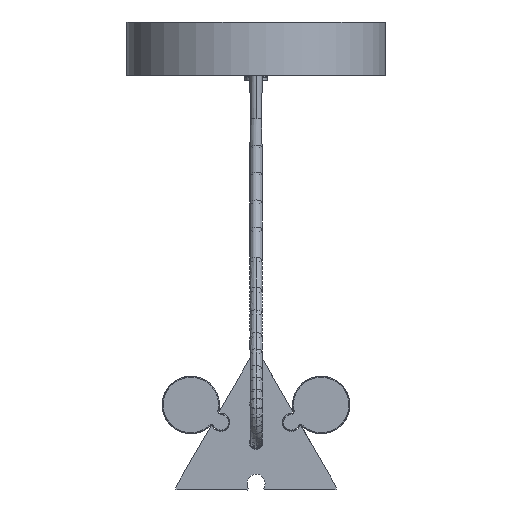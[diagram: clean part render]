
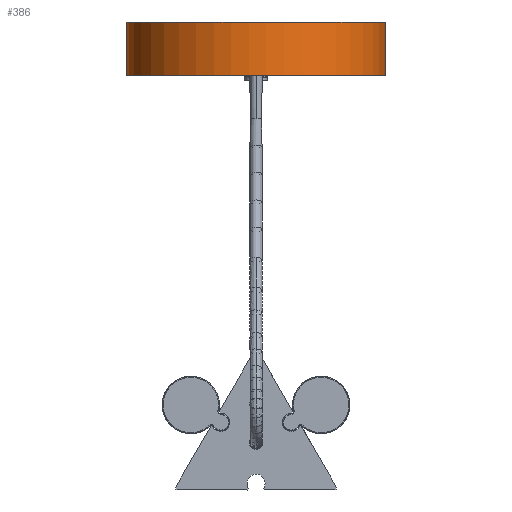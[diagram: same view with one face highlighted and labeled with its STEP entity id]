
A CAD part, front view. The second image highlights one B-rep face of the part: STEP entity #386.
In plain terms, the highlighted cylindrical face has radius 68.056 mm (diameter 136.111 mm), a partial arc.
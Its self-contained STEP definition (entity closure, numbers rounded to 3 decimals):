
#386=ADVANCED_FACE('',(#717),#4810,.T.);
#717=FACE_OUTER_BOUND('',#1053,.T.);
#1053=EDGE_LOOP('',(#2029,#2030,#2031,#2032));
#2029=ORIENTED_EDGE('',*,*,#3156,.T.);
#2030=ORIENTED_EDGE('',*,*,#3114,.T.);
#2031=ORIENTED_EDGE('',*,*,#3157,.F.);
#2032=ORIENTED_EDGE('',*,*,#3155,.F.);
#3114=EDGE_CURVE('',#4516,#4517,#3938,.T.);
#3155=EDGE_CURVE('',#4543,#4544,#3976,.T.);
#3156=EDGE_CURVE('',#4543,#4516,#3977,.T.);
#3157=EDGE_CURVE('',#4544,#4517,#3978,.T.);
#3938=(
BOUNDED_CURVE()
B_SPLINE_CURVE(1,(#13188,#13189),.UNSPECIFIED.,.F.,.F.)
B_SPLINE_CURVE_WITH_KNOTS((2,2),(0.,28.),.UNSPECIFIED.)
CURVE()
GEOMETRIC_REPRESENTATION_ITEM()
RATIONAL_B_SPLINE_CURVE((1.,1.))
REPRESENTATION_ITEM('')
);
#3976=(
BOUNDED_CURVE()
B_SPLINE_CURVE(1,(#13349,#13350),.UNSPECIFIED.,.F.,.F.)
B_SPLINE_CURVE_WITH_KNOTS((2,2),(0.,28.),.UNSPECIFIED.)
CURVE()
GEOMETRIC_REPRESENTATION_ITEM()
RATIONAL_B_SPLINE_CURVE((1.,1.))
REPRESENTATION_ITEM('')
);
#3977=(
BOUNDED_CURVE()
B_SPLINE_CURVE(2,(#13351,#13352,#13353,#13354,#13355),.UNSPECIFIED.,.F.,
 .F.)
B_SPLINE_CURVE_WITH_KNOTS((3,2,3),(213.803,320.705,427.606),
 .UNSPECIFIED.)
CURVE()
GEOMETRIC_REPRESENTATION_ITEM()
RATIONAL_B_SPLINE_CURVE((1.,0.707,1.,0.707,1.))
REPRESENTATION_ITEM('')
);
#3978=(
BOUNDED_CURVE()
B_SPLINE_CURVE(2,(#13356,#13357,#13358,#13359,#13360),.UNSPECIFIED.,.F.,
 .F.)
B_SPLINE_CURVE_WITH_KNOTS((3,2,3),(213.803,320.705,427.606),
 .UNSPECIFIED.)
CURVE()
GEOMETRIC_REPRESENTATION_ITEM()
RATIONAL_B_SPLINE_CURVE((1.,0.707,1.,0.707,1.))
REPRESENTATION_ITEM('')
);
#4516=VERTEX_POINT('',#13127);
#4517=VERTEX_POINT('',#13128);
#4543=VERTEX_POINT('',#13154);
#4544=VERTEX_POINT('',#13155);
#4810=CYLINDRICAL_SURFACE('',#5192,68.056);
#5192=AXIS2_PLACEMENT_3D('',#12658,#5312,$);
#5312=DIRECTION('',(0.,0.,1.));
#12658=CARTESIAN_POINT('',(-0.01,-538.092,195.608));
#13127=CARTESIAN_POINT('',(68.046,-538.092,181.608));
#13128=CARTESIAN_POINT('',(68.046,-538.092,209.608));
#13154=CARTESIAN_POINT('',(-68.065,-538.092,181.608));
#13155=CARTESIAN_POINT('',(-68.065,-538.092,209.608));
#13188=CARTESIAN_POINT('',(68.046,-538.092,181.608));
#13189=CARTESIAN_POINT('',(68.046,-538.092,209.608));
#13349=CARTESIAN_POINT('',(-68.065,-538.092,181.608));
#13350=CARTESIAN_POINT('',(-68.065,-538.092,209.608));
#13351=CARTESIAN_POINT('',(-68.065,-538.092,181.608));
#13352=CARTESIAN_POINT('',(-68.065,-606.148,181.608));
#13353=CARTESIAN_POINT('',(-0.01,-606.148,181.608));
#13354=CARTESIAN_POINT('',(68.046,-606.148,181.608));
#13355=CARTESIAN_POINT('',(68.046,-538.092,181.608));
#13356=CARTESIAN_POINT('',(-68.065,-538.092,209.608));
#13357=CARTESIAN_POINT('',(-68.065,-606.148,209.608));
#13358=CARTESIAN_POINT('',(-0.01,-606.148,209.608));
#13359=CARTESIAN_POINT('',(68.046,-606.148,209.608));
#13360=CARTESIAN_POINT('',(68.046,-538.092,209.608));
